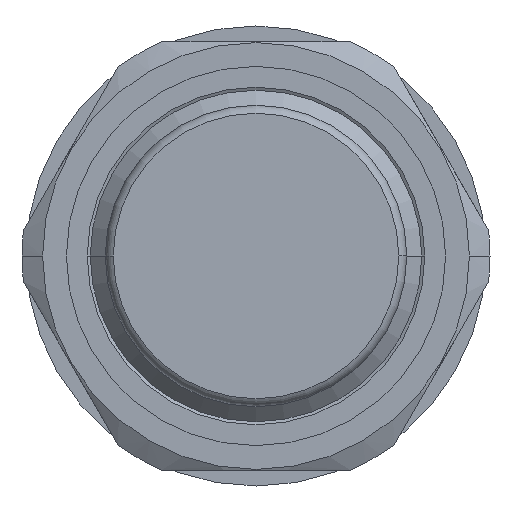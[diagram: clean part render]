
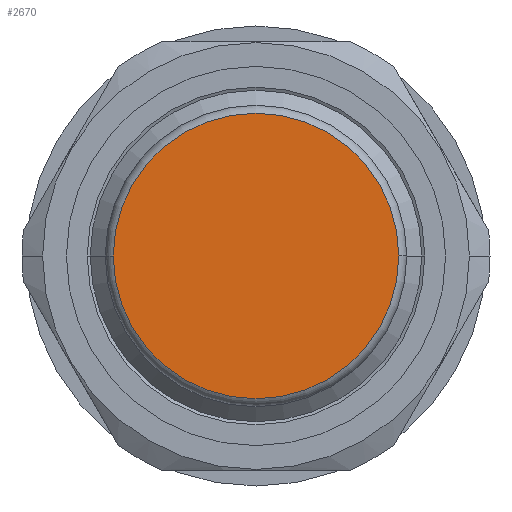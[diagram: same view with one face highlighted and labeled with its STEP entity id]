
A CAD part, front view. The second image highlights one B-rep face of the part: STEP entity #2670.
In plain terms, the highlighted planar face has unit normal (0, -1, 0).
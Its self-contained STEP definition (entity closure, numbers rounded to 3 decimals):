
#112 = DIRECTION ( 'NONE',  ( 0., 1., 0. ) ) ;
#163 = AXIS2_PLACEMENT_3D ( 'NONE', #6534, #112, #3649 ) ;
#1399 = DIRECTION ( 'NONE',  ( 0., 0., 1. ) ) ;
#1597 = EDGE_CURVE ( 'Defeature ausgef�hrt7_9+Defeature ausgef�hrt7_8+Defeature ausgef�hrt7_8+Defeature ausgef�hrt7_8', #11308, #2740, #10768, .T. ) ;
#2042 = DIRECTION ( 'NONE',  ( 0., 0., 1. ) ) ;
#2202 = AXIS2_PLACEMENT_3D ( 'NONE', #8478, #8584, #1399 ) ;
#2670 = ADVANCED_FACE ( 'Defeature ausgef�hrt7_9', ( #7436 ), #9953, .F. ) ;
#2740 = VERTEX_POINT ( 'NONE', #8626 ) ;
#3046 = CARTESIAN_POINT ( 'NONE',  ( 0., 0., 0. ) ) ;
#3334 = CARTESIAN_POINT ( 'NONE',  ( 0., 0., 9. ) ) ;
#3649 = DIRECTION ( 'NONE',  ( 0., 0., -1. ) ) ;
#4294 = ORIENTED_EDGE ( 'NONE', *, *, #1597, .T. ) ;
#6394 = EDGE_CURVE ( 'Defeature ausgef�hrt7_9+Defeature ausgef�hrt7_8+Defeature ausgef�hrt7_8+Defeature ausgef�hrt7_8', #2740, #11308, #8620, .T. ) ;
#6534 = CARTESIAN_POINT ( 'NONE',  ( 0., 0., 0. ) ) ;
#7151 = EDGE_LOOP ( 'NONE', ( #4294, #10499 ) ) ;
#7436 = FACE_OUTER_BOUND ( 'NONE', #7151, .T. ) ;
#8478 = CARTESIAN_POINT ( 'NONE',  ( 0., 0., 0. ) ) ;
#8549 = DIRECTION ( 'NONE',  ( 0., -1., 0. ) ) ;
#8568 = AXIS2_PLACEMENT_3D ( 'NONE', #3046, #8549, #2042 ) ;
#8584 = DIRECTION ( 'NONE',  ( 0., -1., 0. ) ) ;
#8620 = CIRCLE ( 'NONE', #2202, 9. ) ;
#8626 = CARTESIAN_POINT ( 'NONE',  ( 0., 0., -9. ) ) ;
#9953 = PLANE ( 'NONE',  #163 ) ;
#10499 = ORIENTED_EDGE ( 'NONE', *, *, #6394, .T. ) ;
#10768 = CIRCLE ( 'NONE', #8568, 9. ) ;
#11308 = VERTEX_POINT ( 'NONE', #3334 ) ;
